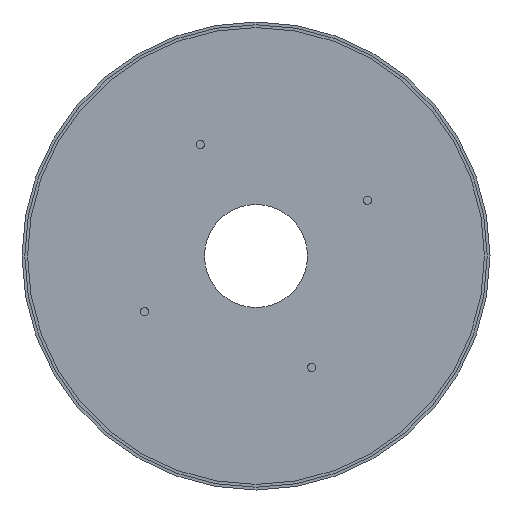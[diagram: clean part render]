
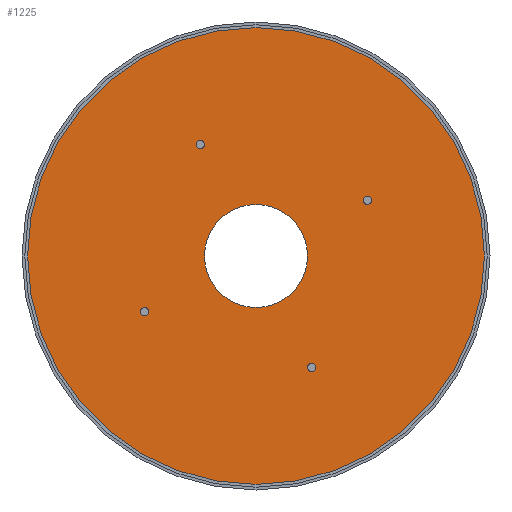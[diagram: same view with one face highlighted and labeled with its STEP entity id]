
A CAD part, front view. The second image highlights one B-rep face of the part: STEP entity #1225.
In plain terms, the highlighted planar face has unit normal (0, -1, 0).
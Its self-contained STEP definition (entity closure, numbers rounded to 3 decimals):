
#8 = CIRCLE ( 'NONE', #2430, 1.5 ) ;
#21 = AXIS2_PLACEMENT_3D ( 'NONE', #634, #1031, #1601 ) ;
#72 = AXIS2_PLACEMENT_3D ( 'NONE', #2211, #200, #424 ) ;
#139 = CARTESIAN_POINT ( 'NONE',  ( -20., 10., 40. ) ) ;
#181 = DIRECTION ( 'NONE',  ( 0., 1., 0. ) ) ;
#182 = DIRECTION ( 'NONE',  ( 0., 0., 1. ) ) ;
#189 = ORIENTED_EDGE ( 'NONE', *, *, #2499, .F. ) ;
#200 = DIRECTION ( 'NONE',  ( 0., -1., 0. ) ) ;
#201 = DIRECTION ( 'NONE',  ( 0., -1., 0. ) ) ;
#223 = DIRECTION ( 'NONE',  ( 0., 0., -1. ) ) ;
#226 = VERTEX_POINT ( 'NONE', #2055 ) ;
#237 = DIRECTION ( 'NONE',  ( 0., 1., 0. ) ) ;
#240 = EDGE_CURVE ( 'NONE', #1115, #1363, #1479, .T. ) ;
#255 = ORIENTED_EDGE ( 'NONE', *, *, #1941, .F. ) ;
#256 = ORIENTED_EDGE ( 'NONE', *, *, #900, .F. ) ;
#312 = DIRECTION ( 'NONE',  ( 0., 0., 1. ) ) ;
#382 = FACE_BOUND ( 'NONE', #538, .T. ) ;
#423 = DIRECTION ( 'NONE',  ( 0., -1., 0. ) ) ;
#424 = DIRECTION ( 'NONE',  ( 0., 0., 1. ) ) ;
#517 = CIRCLE ( 'NONE', #2172, 1.5 ) ;
#538 = EDGE_LOOP ( 'NONE', ( #1003, #1763 ) ) ;
#545 = CARTESIAN_POINT ( 'NONE',  ( -20., 10., 40. ) ) ;
#566 = CARTESIAN_POINT ( 'NONE',  ( 40., 10., 20. ) ) ;
#634 = CARTESIAN_POINT ( 'NONE',  ( 0., 10., 0. ) ) ;
#647 = CARTESIAN_POINT ( 'NONE',  ( 0., 10., -82. ) ) ;
#699 = DIRECTION ( 'NONE',  ( 0., -1., 0. ) ) ;
#702 = CARTESIAN_POINT ( 'NONE',  ( 40., 10., 20. ) ) ;
#745 = DIRECTION ( 'NONE',  ( 0., 0., 1. ) ) ;
#777 = CARTESIAN_POINT ( 'NONE',  ( 20., 10., -41.5 ) ) ;
#808 = CARTESIAN_POINT ( 'NONE',  ( -20., 10., 41.5 ) ) ;
#831 = EDGE_LOOP ( 'NONE', ( #189, #2581 ) ) ;
#839 = CARTESIAN_POINT ( 'NONE',  ( 0., 10., 0. ) ) ;
#900 = EDGE_CURVE ( 'NONE', #2545, #948, #1543, .T. ) ;
#901 = CARTESIAN_POINT ( 'NONE',  ( 0., 10., 0. ) ) ;
#917 = DIRECTION ( 'NONE',  ( 0., 0., 1. ) ) ;
#948 = VERTEX_POINT ( 'NONE', #1443 ) ;
#957 = AXIS2_PLACEMENT_3D ( 'NONE', #1412, #1791, #182 ) ;
#987 = CARTESIAN_POINT ( 'NONE',  ( 20., 10., -40. ) ) ;
#988 = ORIENTED_EDGE ( 'NONE', *, *, #1312, .F. ) ;
#1003 = ORIENTED_EDGE ( 'NONE', *, *, #1299, .F. ) ;
#1031 = DIRECTION ( 'NONE',  ( 0., -1., 0. ) ) ;
#1053 = DIRECTION ( 'NONE',  ( 0., 0., 1. ) ) ;
#1074 = CIRCLE ( 'NONE', #2386, 1.5 ) ;
#1099 = CARTESIAN_POINT ( 'NONE',  ( 0., 10., 0. ) ) ;
#1115 = VERTEX_POINT ( 'NONE', #1928 ) ;
#1116 = CARTESIAN_POINT ( 'NONE',  ( 40., 10., 21.5 ) ) ;
#1119 = AXIS2_PLACEMENT_3D ( 'NONE', #566, #2193, #1386 ) ;
#1171 = CIRCLE ( 'NONE', #21, 18.5 ) ;
#1181 = CARTESIAN_POINT ( 'NONE',  ( 0., 10., 18.5 ) ) ;
#1186 = EDGE_LOOP ( 'NONE', ( #1910, #256 ) ) ;
#1191 = CARTESIAN_POINT ( 'NONE',  ( 0., 10., 0. ) ) ;
#1225 = ADVANCED_FACE ( 'NONE', ( #2221, #382, #2408, #1427, #2236, #2037 ), #2000, .F. ) ;
#1237 = EDGE_CURVE ( 'NONE', #948, #2545, #1171, .T. ) ;
#1288 = AXIS2_PLACEMENT_3D ( 'NONE', #2492, #699, #312 ) ;
#1299 = EDGE_CURVE ( 'NONE', #2232, #2538, #1336, .T. ) ;
#1312 = EDGE_CURVE ( 'NONE', #1363, #1115, #1765, .T. ) ;
#1336 = CIRCLE ( 'NONE', #1848, 1.5 ) ;
#1350 = DIRECTION ( 'NONE',  ( 0., 0., 1. ) ) ;
#1363 = VERTEX_POINT ( 'NONE', #647 ) ;
#1386 = DIRECTION ( 'NONE',  ( 0., 0., 1. ) ) ;
#1412 = CARTESIAN_POINT ( 'NONE',  ( 20., 10., -40. ) ) ;
#1421 = VERTEX_POINT ( 'NONE', #1492 ) ;
#1423 = ORIENTED_EDGE ( 'NONE', *, *, #1552, .F. ) ;
#1427 = FACE_BOUND ( 'NONE', #831, .T. ) ;
#1431 = CARTESIAN_POINT ( 'NONE',  ( -40., 10., -18.5 ) ) ;
#1436 = EDGE_LOOP ( 'NONE', ( #988, #1754 ) ) ;
#1443 = CARTESIAN_POINT ( 'NONE',  ( 0., 10., -18.5 ) ) ;
#1467 = EDGE_CURVE ( 'NONE', #2396, #226, #8, .T. ) ;
#1479 = CIRCLE ( 'NONE', #1828, 82. ) ;
#1492 = CARTESIAN_POINT ( 'NONE',  ( -20., 10., 38.5 ) ) ;
#1498 = EDGE_LOOP ( 'NONE', ( #1423, #2513 ) ) ;
#1543 = CIRCLE ( 'NONE', #2130, 18.5 ) ;
#1551 = DIRECTION ( 'NONE',  ( 0., -1., 0. ) ) ;
#1552 = EDGE_CURVE ( 'NONE', #2529, #1421, #517, .T. ) ;
#1566 = EDGE_CURVE ( 'NONE', #1421, #2529, #1074, .T. ) ;
#1601 = DIRECTION ( 'NONE',  ( 0., 0., -1. ) ) ;
#1606 = CIRCLE ( 'NONE', #72, 1.5 ) ;
#1634 = CIRCLE ( 'NONE', #1119, 1.5 ) ;
#1721 = DIRECTION ( 'NONE',  ( 0., -1., 0. ) ) ;
#1754 = ORIENTED_EDGE ( 'NONE', *, *, #240, .F. ) ;
#1763 = ORIENTED_EDGE ( 'NONE', *, *, #1893, .F. ) ;
#1765 = CIRCLE ( 'NONE', #2352, 82. ) ;
#1767 = EDGE_CURVE ( 'NONE', #2565, #2478, #1919, .T. ) ;
#1791 = DIRECTION ( 'NONE',  ( 0., -1., 0. ) ) ;
#1812 = EDGE_LOOP ( 'NONE', ( #255, #2342 ) ) ;
#1828 = AXIS2_PLACEMENT_3D ( 'NONE', #1099, #237, #1053 ) ;
#1848 = AXIS2_PLACEMENT_3D ( 'NONE', #702, #1721, #917 ) ;
#1893 = EDGE_CURVE ( 'NONE', #2538, #2232, #1634, .T. ) ;
#1910 = ORIENTED_EDGE ( 'NONE', *, *, #1237, .F. ) ;
#1919 = CIRCLE ( 'NONE', #1288, 1.5 ) ;
#1928 = CARTESIAN_POINT ( 'NONE',  ( 0., 10., 82. ) ) ;
#1941 = EDGE_CURVE ( 'NONE', #226, #2396, #2056, .T. ) ;
#1982 = DIRECTION ( 'NONE',  ( 0., -1., 0. ) ) ;
#2000 = PLANE ( 'NONE',  #2228 ) ;
#2037 = FACE_OUTER_BOUND ( 'NONE', #1436, .T. ) ;
#2055 = CARTESIAN_POINT ( 'NONE',  ( 20., 10., -38.5 ) ) ;
#2056 = CIRCLE ( 'NONE', #957, 1.5 ) ;
#2106 = DIRECTION ( 'NONE',  ( 0., 0., 1. ) ) ;
#2130 = AXIS2_PLACEMENT_3D ( 'NONE', #839, #423, #223 ) ;
#2172 = AXIS2_PLACEMENT_3D ( 'NONE', #545, #201, #1350 ) ;
#2193 = DIRECTION ( 'NONE',  ( 0., -1., 0. ) ) ;
#2211 = CARTESIAN_POINT ( 'NONE',  ( -40., 10., -20. ) ) ;
#2221 = FACE_BOUND ( 'NONE', #1186, .T. ) ;
#2226 = CARTESIAN_POINT ( 'NONE',  ( 40., 10., 18.5 ) ) ;
#2228 = AXIS2_PLACEMENT_3D ( 'NONE', #1191, #181, #2607 ) ;
#2232 = VERTEX_POINT ( 'NONE', #1116 ) ;
#2236 = FACE_BOUND ( 'NONE', #1498, .T. ) ;
#2242 = CARTESIAN_POINT ( 'NONE',  ( -40., 10., -21.5 ) ) ;
#2342 = ORIENTED_EDGE ( 'NONE', *, *, #1467, .F. ) ;
#2352 = AXIS2_PLACEMENT_3D ( 'NONE', #901, #2535, #2106 ) ;
#2386 = AXIS2_PLACEMENT_3D ( 'NONE', #139, #1982, #2387 ) ;
#2387 = DIRECTION ( 'NONE',  ( 0., 0., 1. ) ) ;
#2396 = VERTEX_POINT ( 'NONE', #777 ) ;
#2408 = FACE_BOUND ( 'NONE', #1812, .T. ) ;
#2430 = AXIS2_PLACEMENT_3D ( 'NONE', #987, #1551, #745 ) ;
#2478 = VERTEX_POINT ( 'NONE', #1431 ) ;
#2492 = CARTESIAN_POINT ( 'NONE',  ( -40., 10., -20. ) ) ;
#2499 = EDGE_CURVE ( 'NONE', #2478, #2565, #1606, .T. ) ;
#2513 = ORIENTED_EDGE ( 'NONE', *, *, #1566, .F. ) ;
#2529 = VERTEX_POINT ( 'NONE', #808 ) ;
#2535 = DIRECTION ( 'NONE',  ( 0., 1., 0. ) ) ;
#2538 = VERTEX_POINT ( 'NONE', #2226 ) ;
#2545 = VERTEX_POINT ( 'NONE', #1181 ) ;
#2565 = VERTEX_POINT ( 'NONE', #2242 ) ;
#2581 = ORIENTED_EDGE ( 'NONE', *, *, #1767, .F. ) ;
#2607 = DIRECTION ( 'NONE',  ( 0., 0., 1. ) ) ;
